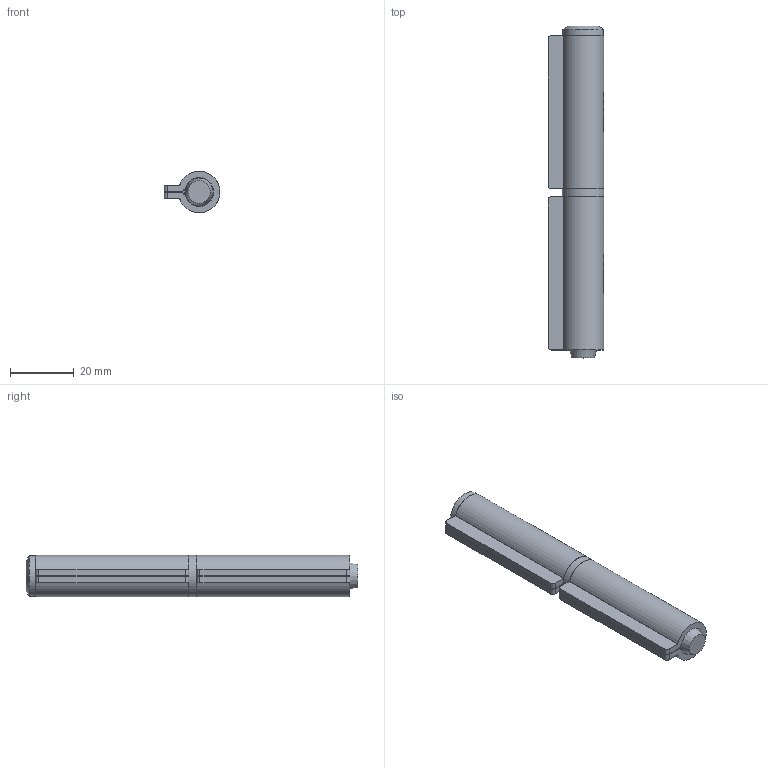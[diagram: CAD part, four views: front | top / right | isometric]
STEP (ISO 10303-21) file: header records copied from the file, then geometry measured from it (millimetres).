
FILE_DESCRIPTION(/* description */ ('CERNIERA 402Z-100'),/* implementation_level */ '2;1');
FILE_NAME(/* name */ '11604010 001.stp',/* time_stamp */ '2023-02-27T14:26:47+01:00',/* author */ ('gcocco'),/* organization */ (''),/* preprocessor_version */ 'ST-DEVELOPER v17.2',/* originating_system */ 'Autodesk Inventor 2019',/* authorisation */ '');
FILE_SCHEMA (('AUTOMOTIVE_DESIGN { 1 0 10303 214 3 1 1 }'));
Length unit declared in the file: millimetre
Products named in the file (4): 11604010  001; 21000805  001; 23000106; 28303003  001
Assembly tree (4 placements, depth 2):
  11604010  001
    21000805  001
    23000106
    28303003  001  x2
Bounding box: 17.5 x 104 x 13 mm (x, y, z)
Volume: 14775.7 mm3; surface area: 12405 mm2
Topology: 4 solids, 4 shells, 367 faces, 970 edges, 648 vertices
Faces by surface type: plane 281, cylinder 68, bspline 16, cone 2
Full cylindrical faces by diameter (mm): 8.7 x1, 9 x1, 12.7 x1, 13 x1
Entity records: 6357 total; most frequent: CARTESIAN_POINT 1409, DIRECTION 1020, ORIENTED_EDGE 992, EDGE_CURVE 496, AXIS2_PLACEMENT_3D 359, VERTEX_POINT 332, LINE 302, VECTOR 302
